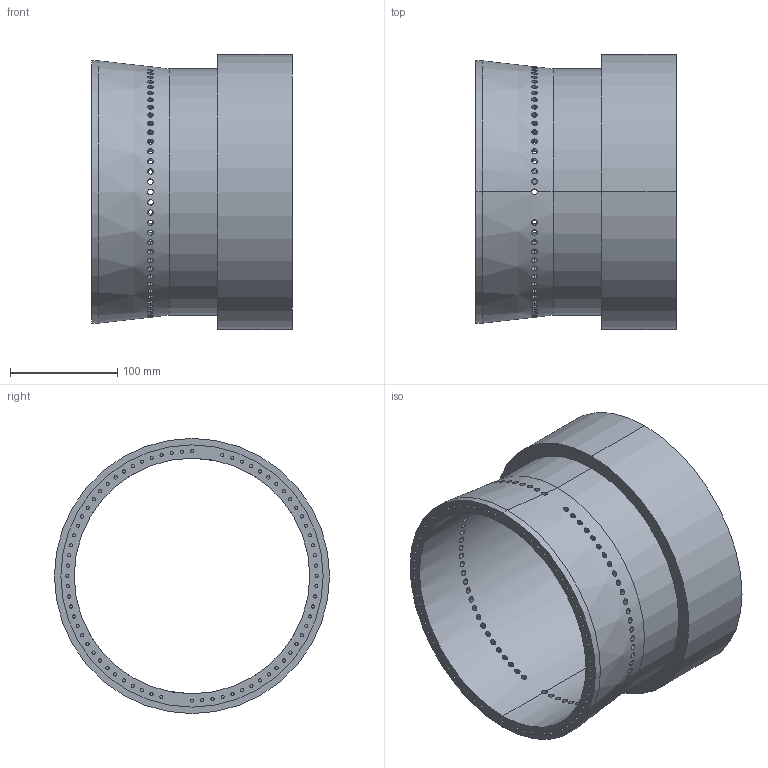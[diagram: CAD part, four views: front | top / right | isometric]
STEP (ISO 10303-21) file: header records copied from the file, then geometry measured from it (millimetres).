
FILE_DESCRIPTION(/* description */ (''),/* implementation_level */ '2;1');
FILE_NAME(/* name */ '内环2.stp',/* time_stamp */ '2020-06-20T10:17:27+08:00',/* author */ (''),/* organization */ (''),/* preprocessor_version */ 'ST-DEVELOPER v16.7',/* originating_system */ 'SIEMENS PLM Software NX 12.0',/* authorisation */ '');
FILE_SCHEMA (('AUTOMOTIVE_DESIGN { 1 0 10303 214 3 1 1 1 }'));
Length unit declared in the file: millimetre
Products named in the file (1): 2-新_step
Bounding box: 187.5 x 257 x 257 mm (x, y, z)
Volume: 1592087.8 mm3; surface area: 313544.3 mm2
Topology: 1 solids, 1 shells, 379 faces, 910 edges, 604 vertices
Faces by surface type: cylinder 300, plane 77, cone 2
Entity records: 19444 total; most frequent: CARTESIAN_POINT 10534, ORIENTED_EDGE 1820, DIRECTION 1690, EDGE_CURVE 910, AXIS2_PLACEMENT_3D 692, VERTEX_POINT 604, EDGE_LOOP 596, ADVANCED_FACE 379
